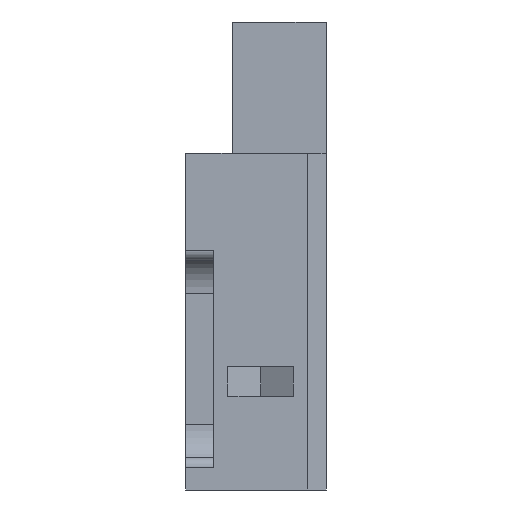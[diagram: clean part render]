
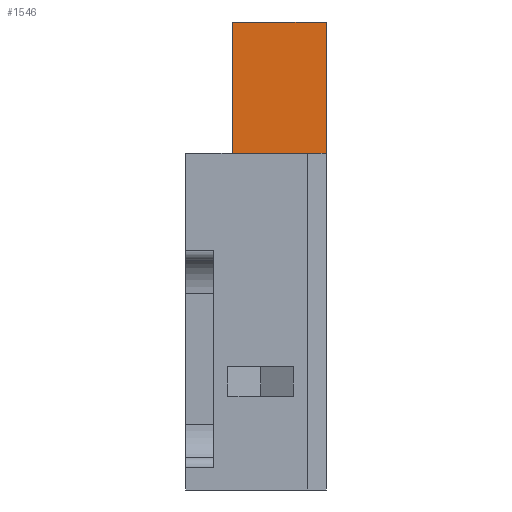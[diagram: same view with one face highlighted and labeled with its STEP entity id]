
A CAD part, left-side view. The second image highlights one B-rep face of the part: STEP entity #1546.
In plain terms, the highlighted planar face has unit normal (-1, 0, 0).
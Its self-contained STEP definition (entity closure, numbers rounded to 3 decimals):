
#54 = PLANE('',#55);
#55 = AXIS2_PLACEMENT_3D('',#56,#57,#58);
#56 = CARTESIAN_POINT('',(0.,-11.,-14.));
#57 = DIRECTION('',(0.,-1.,0.));
#58 = DIRECTION('',(0.,0.,-1.));
#183 = VERTEX_POINT('',#184);
#184 = CARTESIAN_POINT('',(-72.5,-11.,0.));
#198 = PLANE('',#199);
#199 = AXIS2_PLACEMENT_3D('',#200,#201,#202);
#200 = CARTESIAN_POINT('',(0.,-11.,0.));
#201 = DIRECTION('',(0.,0.,1.));
#202 = DIRECTION('',(0.,-1.,0.));
#210 = EDGE_CURVE('',#183,#211,#213,.T.);
#211 = VERTEX_POINT('',#212);
#212 = CARTESIAN_POINT('',(-72.5,-11.,-14.));
#213 = SURFACE_CURVE('',#214,(#218,#225),.PCURVE_S1.);
#214 = LINE('',#215,#216);
#215 = CARTESIAN_POINT('',(-72.5,-11.,0.));
#216 = VECTOR('',#217,1.);
#217 = DIRECTION('',(0.,0.,-1.));
#218 = PCURVE('',#54,#219);
#219 = DEFINITIONAL_REPRESENTATION('',(#220),#224);
#220 = LINE('',#221,#222);
#221 = CARTESIAN_POINT('',(-14.,-72.5));
#222 = VECTOR('',#223,1.);
#223 = DIRECTION('',(1.,0.));
#224 = ( GEOMETRIC_REPRESENTATION_CONTEXT(2) 
PARAMETRIC_REPRESENTATION_CONTEXT() REPRESENTATION_CONTEXT('2D SPACE',''
  ) );
#225 = PCURVE('',#226,#231);
#226 = PLANE('',#227);
#227 = AXIS2_PLACEMENT_3D('',#228,#229,#230);
#228 = CARTESIAN_POINT('',(-72.5,-11.,0.));
#229 = DIRECTION('',(1.,0.,0.));
#230 = DIRECTION('',(0.,0.,1.));
#231 = DEFINITIONAL_REPRESENTATION('',(#232),#236);
#232 = LINE('',#233,#234);
#233 = CARTESIAN_POINT('',(0.,0.));
#234 = VECTOR('',#235,1.);
#235 = DIRECTION('',(-1.,0.));
#236 = ( GEOMETRIC_REPRESENTATION_CONTEXT(2) 
PARAMETRIC_REPRESENTATION_CONTEXT() REPRESENTATION_CONTEXT('2D SPACE',''
  ) );
#254 = PLANE('',#255);
#255 = AXIS2_PLACEMENT_3D('',#256,#257,#258);
#256 = CARTESIAN_POINT('',(-42.856,-2.002,-14.));
#257 = DIRECTION('',(0.,0.,-1.));
#258 = DIRECTION('',(0.,1.,0.));
#1441 = EDGE_CURVE('',#183,#1442,#1444,.T.);
#1442 = VERTEX_POINT('',#1443);
#1443 = CARTESIAN_POINT('',(-72.5,-1.,0.));
#1444 = SURFACE_CURVE('',#1445,(#1449,#1456),.PCURVE_S1.);
#1445 = LINE('',#1446,#1447);
#1446 = CARTESIAN_POINT('',(-72.5,-11.,0.));
#1447 = VECTOR('',#1448,1.);
#1448 = DIRECTION('',(0.,1.,0.));
#1449 = PCURVE('',#198,#1450);
#1450 = DEFINITIONAL_REPRESENTATION('',(#1451),#1455);
#1451 = LINE('',#1452,#1453);
#1452 = CARTESIAN_POINT('',(0.,-72.5));
#1453 = VECTOR('',#1454,1.);
#1454 = DIRECTION('',(-1.,0.));
#1455 = ( GEOMETRIC_REPRESENTATION_CONTEXT(2) 
PARAMETRIC_REPRESENTATION_CONTEXT() REPRESENTATION_CONTEXT('2D SPACE',''
  ) );
#1456 = PCURVE('',#226,#1457);
#1457 = DEFINITIONAL_REPRESENTATION('',(#1458),#1462);
#1458 = LINE('',#1459,#1460);
#1459 = CARTESIAN_POINT('',(0.,-0.));
#1460 = VECTOR('',#1461,1.);
#1461 = DIRECTION('',(0.,-1.));
#1462 = ( GEOMETRIC_REPRESENTATION_CONTEXT(2) 
PARAMETRIC_REPRESENTATION_CONTEXT() REPRESENTATION_CONTEXT('2D SPACE',''
  ) );
#1480 = PLANE('',#1481);
#1481 = AXIS2_PLACEMENT_3D('',#1482,#1483,#1484);
#1482 = CARTESIAN_POINT('',(-100.,-1.,0.));
#1483 = DIRECTION('',(0.,1.,0.));
#1484 = DIRECTION('',(-1.,0.,0.));
#1546 = ADVANCED_FACE('',(#1547),#226,.F.);
#1547 = FACE_BOUND('',#1548,.T.);
#1548 = EDGE_LOOP('',(#1549,#1550,#1551,#1574));
#1549 = ORIENTED_EDGE('',*,*,#210,.F.);
#1550 = ORIENTED_EDGE('',*,*,#1441,.T.);
#1551 = ORIENTED_EDGE('',*,*,#1552,.T.);
#1552 = EDGE_CURVE('',#1442,#1553,#1555,.T.);
#1553 = VERTEX_POINT('',#1554);
#1554 = CARTESIAN_POINT('',(-72.5,-1.,-14.));
#1555 = SURFACE_CURVE('',#1556,(#1560,#1567),.PCURVE_S1.);
#1556 = LINE('',#1557,#1558);
#1557 = CARTESIAN_POINT('',(-72.5,-1.,0.));
#1558 = VECTOR('',#1559,1.);
#1559 = DIRECTION('',(0.,-0.,-1.));
#1560 = PCURVE('',#226,#1561);
#1561 = DEFINITIONAL_REPRESENTATION('',(#1562),#1566);
#1562 = LINE('',#1563,#1564);
#1563 = CARTESIAN_POINT('',(0.,-10.));
#1564 = VECTOR('',#1565,1.);
#1565 = DIRECTION('',(-1.,0.));
#1566 = ( GEOMETRIC_REPRESENTATION_CONTEXT(2) 
PARAMETRIC_REPRESENTATION_CONTEXT() REPRESENTATION_CONTEXT('2D SPACE',''
  ) );
#1567 = PCURVE('',#1480,#1568);
#1568 = DEFINITIONAL_REPRESENTATION('',(#1569),#1573);
#1569 = LINE('',#1570,#1571);
#1570 = CARTESIAN_POINT('',(-27.5,0.));
#1571 = VECTOR('',#1572,1.);
#1572 = DIRECTION('',(0.,-1.));
#1573 = ( GEOMETRIC_REPRESENTATION_CONTEXT(2) 
PARAMETRIC_REPRESENTATION_CONTEXT() REPRESENTATION_CONTEXT('2D SPACE',''
  ) );
#1574 = ORIENTED_EDGE('',*,*,#1575,.F.);
#1575 = EDGE_CURVE('',#211,#1553,#1576,.T.);
#1576 = SURFACE_CURVE('',#1577,(#1581,#1588),.PCURVE_S1.);
#1577 = LINE('',#1578,#1579);
#1578 = CARTESIAN_POINT('',(-72.5,-11.,-14.));
#1579 = VECTOR('',#1580,1.);
#1580 = DIRECTION('',(0.,1.,0.));
#1581 = PCURVE('',#226,#1582);
#1582 = DEFINITIONAL_REPRESENTATION('',(#1583),#1587);
#1583 = LINE('',#1584,#1585);
#1584 = CARTESIAN_POINT('',(-14.,0.));
#1585 = VECTOR('',#1586,1.);
#1586 = DIRECTION('',(0.,-1.));
#1587 = ( GEOMETRIC_REPRESENTATION_CONTEXT(2) 
PARAMETRIC_REPRESENTATION_CONTEXT() REPRESENTATION_CONTEXT('2D SPACE',''
  ) );
#1588 = PCURVE('',#254,#1589);
#1589 = DEFINITIONAL_REPRESENTATION('',(#1590),#1594);
#1590 = LINE('',#1591,#1592);
#1591 = CARTESIAN_POINT('',(-8.998,-29.644));
#1592 = VECTOR('',#1593,1.);
#1593 = DIRECTION('',(1.,0.));
#1594 = ( GEOMETRIC_REPRESENTATION_CONTEXT(2) 
PARAMETRIC_REPRESENTATION_CONTEXT() REPRESENTATION_CONTEXT('2D SPACE',''
  ) );
